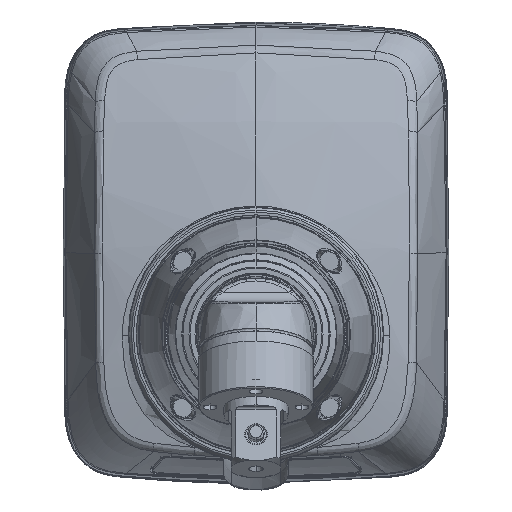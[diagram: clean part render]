
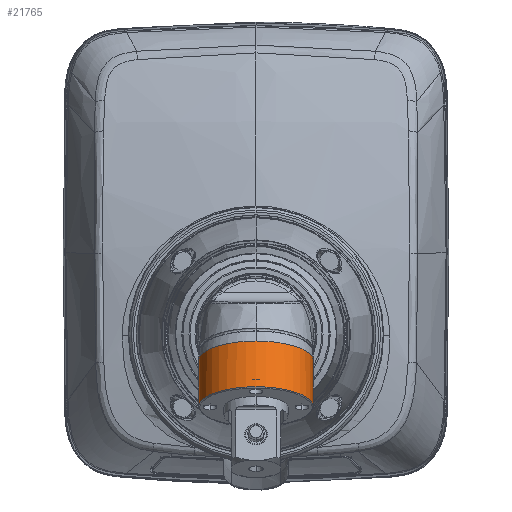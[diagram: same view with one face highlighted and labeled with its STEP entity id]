
A CAD part, top view. The second image highlights one B-rep face of the part: STEP entity #21765.
In plain terms, the highlighted cylindrical face has radius 11 mm (diameter 22 mm), a partial arc.
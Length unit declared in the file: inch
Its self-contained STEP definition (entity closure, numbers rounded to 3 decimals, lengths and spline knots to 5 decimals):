
#1761=CARTESIAN_POINT('',(0.,-0.46393,4.18067));
#1762=DIRECTION('',(0.,-0.94,0.342));
#1763=DIRECTION('',(0.326,-0.323,-0.888));
#1764=AXIS2_PLACEMENT_3D('',#1761,#1762,#1763);
#1766=DIRECTION('',(0.,-0.94,0.342));
#1767=VECTOR('',#1766,0.09055);
#1768=CARTESIAN_POINT('',(0.43307,-0.46393,
4.18067));
#1769=LINE('',#1768,#1767);
#1770=DIRECTION('',(0.,0.94,-0.342));
#1771=VECTOR('',#1770,0.09055);
#1772=CARTESIAN_POINT('',(-0.43307,-0.54902,
4.21164));
#1773=LINE('',#1772,#1771);
#1774=CARTESIAN_POINT('',(0.,-0.46393,4.18067));
#1775=DIRECTION('',(0.,-0.94,0.342));
#1776=DIRECTION('',(-1.,0.,0.));
#1777=AXIS2_PLACEMENT_3D('',#1774,#1775,#1776);
#1779=CARTESIAN_POINT('',(-0.14108,-0.47434,
3.74873));
#1780=CARTESIAN_POINT('',(-0.16236,-0.46958,
3.75479));
#1781=CARTESIAN_POINT('',(-0.21145,-0.4553,
3.77249));
#1782=CARTESIAN_POINT('',(-0.27616,-0.42558,
3.80807));
#1783=CARTESIAN_POINT('',(-0.333,-0.38579,
3.85376));
#1784=CARTESIAN_POINT('',(-0.37662,-0.34191,
3.90408));
#1785=CARTESIAN_POINT('',(-0.40888,-0.29505,
3.96008));
#1786=CARTESIAN_POINT('',(-0.42898,-0.24754,
4.02209));
#1787=CARTESIAN_POINT('',(-0.43349,-0.21596,
4.06884));
#1788=CARTESIAN_POINT('',(-0.43301,-0.20094,
4.09285));
#1790=CARTESIAN_POINT('',(0.43301,-0.20094,
4.09285));
#1791=CARTESIAN_POINT('',(0.43349,-0.21596,
4.06884));
#1792=CARTESIAN_POINT('',(0.42898,-0.24754,
4.02209));
#1793=CARTESIAN_POINT('',(0.40888,-0.29505,
3.96008));
#1794=CARTESIAN_POINT('',(0.37662,-0.3419,
3.90408));
#1795=CARTESIAN_POINT('',(0.333,-0.38579,
3.85376));
#1796=CARTESIAN_POINT('',(0.27616,-0.42557,
3.80806));
#1797=CARTESIAN_POINT('',(0.21145,-0.45534,
3.7725));
#1798=CARTESIAN_POINT('',(0.16236,-0.46953,
3.75478));
#1799=CARTESIAN_POINT('',(0.14109,-0.47428,
3.74871));
#1801=CARTESIAN_POINT('',(0.,-0.54902,4.21164));
#1802=DIRECTION('',(0.,0.94,-0.342));
#1803=DIRECTION('',(-1.,0.,0.));
#1804=AXIS2_PLACEMENT_3D('',#1801,#1802,#1803);
#2555=DIRECTION('',(0.,-0.94,0.342));
#2556=VECTOR('',#2555,0.13795);
#2557=CARTESIAN_POINT('',(-0.14108,-0.47434,
3.74873));
#2558=LINE('',#2557,#2556);
#2860=CARTESIAN_POINT('',(0.,-0.20348,4.08587));
#2861=DIRECTION('',(0.,-0.94,0.342));
#2862=DIRECTION('',(1.,0.006,0.016));
#2863=AXIS2_PLACEMENT_3D('',#2860,#2861,#2862);
#2870=CARTESIAN_POINT('',(0.,-0.20348,4.08587));
#2871=DIRECTION('',(0.,-0.94,0.342));
#2872=DIRECTION('',(0.,0.342,0.94));
#2873=AXIS2_PLACEMENT_3D('',#2870,#2871,#2872);
#3441=DIRECTION('',(0.,0.94,-0.342));
#3442=VECTOR('',#3441,0.13801);
#3443=CARTESIAN_POINT('',(0.14107,-0.60397,
3.79591));
#3444=LINE('',#3443,#3442);
#16159=CARTESIAN_POINT('',(0.14107,-0.60397,
3.79591));
#16160=VERTEX_POINT('',#16159);
#16161=CARTESIAN_POINT('',(-0.14107,-0.60397,
3.79591));
#16162=VERTEX_POINT('',#16161);
#16163=CARTESIAN_POINT('',(0.43307,-0.46393,
4.18067));
#16164=VERTEX_POINT('',#16163);
#16165=CARTESIAN_POINT('',(0.43307,-0.54902,
4.21164));
#16166=VERTEX_POINT('',#16165);
#16167=CARTESIAN_POINT('',(-0.43307,-0.54902,
4.21164));
#16168=CARTESIAN_POINT('',(-0.43307,-0.46393,
4.18067));
#16169=VERTEX_POINT('',#16167);
#16170=VERTEX_POINT('',#16168);
#16171=CARTESIAN_POINT('',(-0.14108,-0.47434,
3.74873));
#16172=VERTEX_POINT('',#16171);
#16173=VERTEX_POINT('',#1788);
#16174=CARTESIAN_POINT('',(0.,-0.05536,4.49282));
#16175=VERTEX_POINT('',#16174);
#16176=CARTESIAN_POINT('',(0.43301,-0.20093,
4.09286));
#16177=VERTEX_POINT('',#16176);
#16178=VERTEX_POINT('',#1799);
#21740=CARTESIAN_POINT('',(0.,-0.55593,4.21415));
#21741=DIRECTION('',(0.,0.94,-0.342));
#21742=DIRECTION('',(0.,-0.342,-0.94));
#21743=AXIS2_PLACEMENT_3D('',#21740,#21741,#21742);
#21744=CYLINDRICAL_SURFACE('',#21743,0.43307);
#21745=ORIENTED_EDGE('',*,*,#21722,.T.);
#21746=ORIENTED_EDGE('',*,*,#21735,.T.);
#21748=ORIENTED_EDGE('',*,*,#21747,.F.);
#21749=ORIENTED_EDGE('',*,*,#21731,.T.);
#21750=ORIENTED_EDGE('',*,*,#21729,.T.);
#21752=ORIENTED_EDGE('',*,*,#21751,.F.);
#21754=ORIENTED_EDGE('',*,*,#21753,.T.);
#21756=ORIENTED_EDGE('',*,*,#21755,.F.);
#21758=ORIENTED_EDGE('',*,*,#21757,.F.);
#21760=ORIENTED_EDGE('',*,*,#21759,.T.);
#21762=ORIENTED_EDGE('',*,*,#21761,.F.);
#21763=EDGE_LOOP('',(#21745,#21746,#21748,#21749,#21750,#21752,#21754,#21756,
#21758,#21760,#21762));
#21764=FACE_OUTER_BOUND('',#21763,.F.);
#21765=ADVANCED_FACE('',(#21764),#21744,.T.);
#1765=CIRCLE('',#1764,0.43307);
#1778=CIRCLE('',#1777,0.43307);
#1789=B_SPLINE_CURVE_WITH_KNOTS('',3,(#1779,#1780,#1781,#1782,#1783,#1784,#1785,
#1786,#1787,#1788),.UNSPECIFIED.,.F.,.F.,(4,1,1,1,1,1,1,4),(0.,
0.10144,0.2512,0.40096,0.55072,
0.70049,0.85517,1.),.UNSPECIFIED.);
#1800=B_SPLINE_CURVE_WITH_KNOTS('',3,(#1790,#1791,#1792,#1793,#1794,#1795,#1796,
#1797,#1798,#1799),.UNSPECIFIED.,.F.,.F.,(4,1,1,1,1,1,1,4),(0.,
0.14483,0.29951,0.44928,0.59904,
0.7488,0.89856,1.),.UNSPECIFIED.);
#1805=CIRCLE('',#1804,0.43307);
#2864=CIRCLE('',#2863,0.43307);
#2874=CIRCLE('',#2873,0.43307);
#21722=EDGE_CURVE('',#16160,#16164,#1765,.T.);
#21729=EDGE_CURVE('',#16170,#16162,#1778,.T.);
#21731=EDGE_CURVE('',#16169,#16170,#1773,.T.);
#21735=EDGE_CURVE('',#16164,#16166,#1769,.T.);
#21747=EDGE_CURVE('',#16169,#16166,#1805,.T.);
#21751=EDGE_CURVE('',#16172,#16162,#2558,.T.);
#21753=EDGE_CURVE('',#16172,#16173,#1789,.T.);
#21755=EDGE_CURVE('',#16175,#16173,#2874,.T.);
#21757=EDGE_CURVE('',#16177,#16175,#2864,.T.);
#21759=EDGE_CURVE('',#16177,#16178,#1800,.T.);
#21761=EDGE_CURVE('',#16160,#16178,#3444,.T.);
